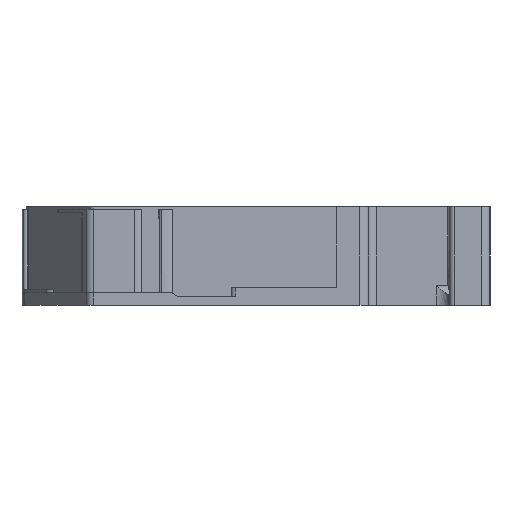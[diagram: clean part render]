
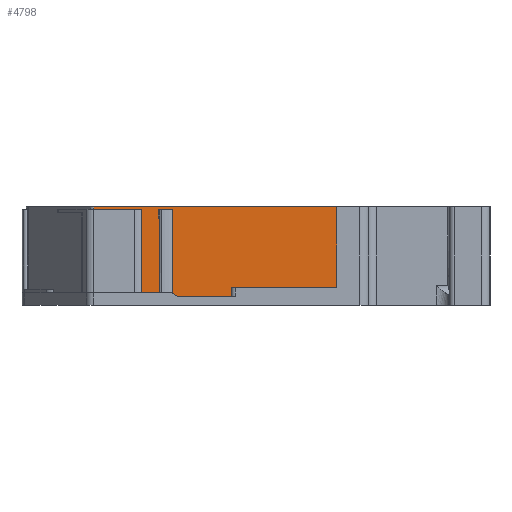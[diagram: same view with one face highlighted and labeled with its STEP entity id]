
A CAD part, left-side view. The second image highlights one B-rep face of the part: STEP entity #4798.
In plain terms, the highlighted planar face has unit normal (-1, 0, 0).
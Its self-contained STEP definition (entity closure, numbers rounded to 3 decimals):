
#41 = CARTESIAN_POINT ( 'NONE',  ( -42.7, -6.924, 4.416 ) ) ;
#81 = DIRECTION ( 'NONE',  ( 0., 0., -1. ) ) ;
#103 = DIRECTION ( 'NONE',  ( 0., 0., 1. ) ) ;
#131 = CARTESIAN_POINT ( 'NONE',  ( -42.7, 13.134, -5.297 ) ) ;
#264 = ORIENTED_EDGE ( 'NONE', *, *, #638, .F. ) ;
#291 = AXIS2_PLACEMENT_3D ( 'NONE', #3882, #6882, #2217 ) ;
#293 = EDGE_CURVE ( 'NONE', #2644, #461, #1107, .T. ) ;
#386 = VERTEX_POINT ( 'NONE', #1245 ) ;
#433 = CARTESIAN_POINT ( 'NONE',  ( -42.7, 11.086, -5.702 ) ) ;
#461 = VERTEX_POINT ( 'NONE', #4677 ) ;
#517 = VERTEX_POINT ( 'NONE', #979 ) ;
#618 = LINE ( 'NONE', #1735, #1915 ) ;
#622 = FACE_BOUND ( 'NONE', #4979, .T. ) ;
#638 = EDGE_CURVE ( 'NONE', #5125, #870, #5376, .T. ) ;
#650 = EDGE_CURVE ( 'NONE', #1934, #3172, #6289, .T. ) ;
#755 = ORIENTED_EDGE ( 'NONE', *, *, #5876, .T. ) ;
#776 = CARTESIAN_POINT ( 'NONE',  ( -42.7, -9.495, -5.297 ) ) ;
#799 = LINE ( 'NONE', #5014, #2734 ) ;
#870 = VERTEX_POINT ( 'NONE', #9390 ) ;
#879 = FACE_OUTER_BOUND ( 'NONE', #9033, .T. ) ;
#967 = DIRECTION ( 'NONE',  ( 0., -1., 0. ) ) ;
#979 = CARTESIAN_POINT ( 'NONE',  ( -42.7, 13.237, 3.103 ) ) ;
#994 = CARTESIAN_POINT ( 'NONE',  ( -42.7, 20.475, 104.431 ) ) ;
#1107 = LINE ( 'NONE', #8747, #4291 ) ;
#1219 = CARTESIAN_POINT ( 'NONE',  ( -42.7, 13.237, 104.431 ) ) ;
#1223 = CARTESIAN_POINT ( 'NONE',  ( -42.7, 15.076, -5.297 ) ) ;
#1245 = CARTESIAN_POINT ( 'NONE',  ( -42.7, 20.475, 4.416 ) ) ;
#1388 = DIRECTION ( 'NONE',  ( 0., -1., 0. ) ) ;
#1390 = CARTESIAN_POINT ( 'NONE',  ( -42.7, -9.495, 4.103 ) ) ;
#1413 = LINE ( 'NONE', #1390, #8983 ) ;
#1640 = LINE ( 'NONE', #8254, #9167 ) ;
#1661 = ORIENTED_EDGE ( 'NONE', *, *, #8302, .F. ) ;
#1727 = ORIENTED_EDGE ( 'NONE', *, *, #650, .F. ) ;
#1735 = CARTESIAN_POINT ( 'NONE',  ( -42.7, -9.495, 4.416 ) ) ;
#1802 = EDGE_CURVE ( 'NONE', #5149, #386, #618, .T. ) ;
#1915 = VECTOR ( 'NONE', #3372, 1000. ) ;
#1932 = ORIENTED_EDGE ( 'NONE', *, *, #5645, .F. ) ;
#1934 = VERTEX_POINT ( 'NONE', #9207 ) ;
#1945 = CARTESIAN_POINT ( 'NONE',  ( -42.7, 11.086, -5.702 ) ) ;
#2001 = CARTESIAN_POINT ( 'NONE',  ( -42.7, 5.015, -4.69 ) ) ;
#2117 = DIRECTION ( 'NONE',  ( 0., -1., 0. ) ) ;
#2134 = DIRECTION ( 'NONE',  ( 0., 0.866, 0.5 ) ) ;
#2215 = CARTESIAN_POINT ( 'NONE',  ( -42.7, 5.015, -5.702 ) ) ;
#2217 = DIRECTION ( 'NONE',  ( 0., -1., 0. ) ) ;
#2252 = VERTEX_POINT ( 'NONE', #2001 ) ;
#2270 = ORIENTED_EDGE ( 'NONE', *, *, #6146, .T. ) ;
#2404 = CARTESIAN_POINT ( 'NONE',  ( -42.7, 20.475, -5.297 ) ) ;
#2445 = CARTESIAN_POINT ( 'NONE',  ( -42.7, -6.924, -4.69 ) ) ;
#2617 = ORIENTED_EDGE ( 'NONE', *, *, #6908, .T. ) ;
#2644 = VERTEX_POINT ( 'NONE', #2689 ) ;
#2689 = CARTESIAN_POINT ( 'NONE',  ( -42.7, 20.475, 4.103 ) ) ;
#2734 = VECTOR ( 'NONE', #5388, 1000. ) ;
#2765 = LINE ( 'NONE', #131, #3410 ) ;
#2934 = CARTESIAN_POINT ( 'NONE',  ( -42.7, -9.495, 3.103 ) ) ;
#3172 = VERTEX_POINT ( 'NONE', #5961 ) ;
#3248 = EDGE_CURVE ( 'NONE', #461, #4871, #9022, .T. ) ;
#3305 = VECTOR ( 'NONE', #6437, 1000. ) ;
#3315 = VECTOR ( 'NONE', #2134, 1000. ) ;
#3372 = DIRECTION ( 'NONE',  ( 0., 1., 0. ) ) ;
#3401 = ORIENTED_EDGE ( 'NONE', *, *, #7768, .T. ) ;
#3410 = VECTOR ( 'NONE', #7319, 1000. ) ;
#3489 = LINE ( 'NONE', #4814, #3499 ) ;
#3499 = VECTOR ( 'NONE', #6284, 1000. ) ;
#3548 = VERTEX_POINT ( 'NONE', #2445 ) ;
#3785 = EDGE_CURVE ( 'NONE', #5125, #9277, #6826, .T. ) ;
#3811 = VERTEX_POINT ( 'NONE', #7008 ) ;
#3851 = DIRECTION ( 'NONE',  ( 0., 0., -1. ) ) ;
#3882 = CARTESIAN_POINT ( 'NONE',  ( -42.7, -9.495, 104.431 ) ) ;
#4100 = VECTOR ( 'NONE', #7744, 1000. ) ;
#4123 = ORIENTED_EDGE ( 'NONE', *, *, #4599, .F. ) ;
#4175 = VECTOR ( 'NONE', #103, 1000. ) ;
#4291 = VECTOR ( 'NONE', #967, 1000. ) ;
#4514 = VECTOR ( 'NONE', #81, 1000. ) ;
#4599 = EDGE_CURVE ( 'NONE', #8832, #4871, #5009, .T. ) ;
#4603 = CARTESIAN_POINT ( 'NONE',  ( -42.7, 13.237, 4.103 ) ) ;
#4677 = CARTESIAN_POINT ( 'NONE',  ( -42.7, 15.076, 4.103 ) ) ;
#4798 = ADVANCED_FACE ( 'NONE', ( #879, #622 ), #5615, .T. ) ;
#4814 = CARTESIAN_POINT ( 'NONE',  ( -42.7, -6.924, -5.297 ) ) ;
#4865 = LINE ( 'NONE', #8172, #8594 ) ;
#4871 = VERTEX_POINT ( 'NONE', #6189 ) ;
#4979 = EDGE_LOOP ( 'NONE', ( #1727, #8292, #5915, #3401, #6231, #755 ) ) ;
#5009 = LINE ( 'NONE', #776, #4100 ) ;
#5014 = CARTESIAN_POINT ( 'NONE',  ( -42.7, 5.015, -5.702 ) ) ;
#5052 = VERTEX_POINT ( 'NONE', #6223 ) ;
#5125 = VERTEX_POINT ( 'NONE', #433 ) ;
#5149 = VERTEX_POINT ( 'NONE', #41 ) ;
#5289 = DIRECTION ( 'NONE',  ( 0., -1., 0. ) ) ;
#5299 = LINE ( 'NONE', #2934, #8804 ) ;
#5316 = ORIENTED_EDGE ( 'NONE', *, *, #9621, .T. ) ;
#5376 = LINE ( 'NONE', #1945, #3315 ) ;
#5388 = DIRECTION ( 'NONE',  ( 0., 0., -1. ) ) ;
#5534 = CARTESIAN_POINT ( 'NONE',  ( -42.7, 11.62, -5.297 ) ) ;
#5543 = EDGE_CURVE ( 'NONE', #1934, #7552, #2765, .T. ) ;
#5615 = PLANE ( 'NONE',  #291 ) ;
#5645 = EDGE_CURVE ( 'NONE', #5149, #3548, #3489, .T. ) ;
#5876 = EDGE_CURVE ( 'NONE', #3811, #3172, #6723, .T. ) ;
#5915 = ORIENTED_EDGE ( 'NONE', *, *, #8264, .T. ) ;
#5961 = CARTESIAN_POINT ( 'NONE',  ( -42.7, 11.62, -5.297 ) ) ;
#6146 = EDGE_CURVE ( 'NONE', #5052, #870, #6288, .T. ) ;
#6189 = CARTESIAN_POINT ( 'NONE',  ( -42.7, 15.076, -5.297 ) ) ;
#6223 = CARTESIAN_POINT ( 'NONE',  ( -42.7, 20.475, -5.297 ) ) ;
#6231 = ORIENTED_EDGE ( 'NONE', *, *, #6407, .T. ) ;
#6284 = DIRECTION ( 'NONE',  ( 0., 0., -1. ) ) ;
#6288 = LINE ( 'NONE', #7548, #8916 ) ;
#6289 = LINE ( 'NONE', #6579, #6698 ) ;
#6407 = EDGE_CURVE ( 'NONE', #8470, #3811, #1413, .T. ) ;
#6437 = DIRECTION ( 'NONE',  ( 0., 0., -1. ) ) ;
#6558 = CARTESIAN_POINT ( 'NONE',  ( -42.7, 4.509, -5.702 ) ) ;
#6579 = CARTESIAN_POINT ( 'NONE',  ( -42.7, -9.495, -5.297 ) ) ;
#6698 = VECTOR ( 'NONE', #5289, 1000. ) ;
#6723 = LINE ( 'NONE', #5534, #9672 ) ;
#6826 = LINE ( 'NONE', #6558, #7820 ) ;
#6882 = DIRECTION ( 'NONE',  ( -1., 0., 0. ) ) ;
#6908 = EDGE_CURVE ( 'NONE', #2252, #3548, #1640, .T. ) ;
#7008 = CARTESIAN_POINT ( 'NONE',  ( -42.7, 11.62, 4.103 ) ) ;
#7319 = DIRECTION ( 'NONE',  ( 0., 0., 1. ) ) ;
#7528 = EDGE_CURVE ( 'NONE', #386, #2644, #8266, .T. ) ;
#7548 = CARTESIAN_POINT ( 'NONE',  ( -42.7, -4.901, -5.297 ) ) ;
#7552 = VERTEX_POINT ( 'NONE', #8116 ) ;
#7744 = DIRECTION ( 'NONE',  ( 0., -1., 0. ) ) ;
#7768 = EDGE_CURVE ( 'NONE', #517, #8470, #7948, .T. ) ;
#7820 = VECTOR ( 'NONE', #8851, 1000. ) ;
#7948 = LINE ( 'NONE', #1219, #4175 ) ;
#8116 = CARTESIAN_POINT ( 'NONE',  ( -42.7, 13.134, 3.103 ) ) ;
#8172 = CARTESIAN_POINT ( 'NONE',  ( -42.7, 20.475, 104.431 ) ) ;
#8253 = DIRECTION ( 'NONE',  ( 0., -1., 0. ) ) ;
#8254 = CARTESIAN_POINT ( 'NONE',  ( -42.7, 4.509, -4.69 ) ) ;
#8258 = DIRECTION ( 'NONE',  ( 0., 1., 0. ) ) ;
#8264 = EDGE_CURVE ( 'NONE', #7552, #517, #5299, .T. ) ;
#8266 = LINE ( 'NONE', #994, #4514 ) ;
#8292 = ORIENTED_EDGE ( 'NONE', *, *, #5543, .T. ) ;
#8302 = EDGE_CURVE ( 'NONE', #2252, #9277, #799, .T. ) ;
#8470 = VERTEX_POINT ( 'NONE', #4603 ) ;
#8594 = VECTOR ( 'NONE', #3851, 1000. ) ;
#8680 = DIRECTION ( 'NONE',  ( 0., 0., -1. ) ) ;
#8747 = CARTESIAN_POINT ( 'NONE',  ( -42.7, -9.495, 4.103 ) ) ;
#8804 = VECTOR ( 'NONE', #8258, 1000. ) ;
#8832 = VERTEX_POINT ( 'NONE', #2404 ) ;
#8851 = DIRECTION ( 'NONE',  ( 0., -1., 0. ) ) ;
#8916 = VECTOR ( 'NONE', #8253, 1000. ) ;
#8983 = VECTOR ( 'NONE', #2117, 1000. ) ;
#9022 = LINE ( 'NONE', #1223, #3305 ) ;
#9033 = EDGE_LOOP ( 'NONE', ( #4123, #5316, #2270, #264, #9133, #1661, #2617, #1932, #9247, #9170, #9248, #9671 ) ) ;
#9133 = ORIENTED_EDGE ( 'NONE', *, *, #3785, .T. ) ;
#9167 = VECTOR ( 'NONE', #1388, 1000. ) ;
#9170 = ORIENTED_EDGE ( 'NONE', *, *, #7528, .T. ) ;
#9207 = CARTESIAN_POINT ( 'NONE',  ( -42.7, 13.134, -5.297 ) ) ;
#9247 = ORIENTED_EDGE ( 'NONE', *, *, #1802, .T. ) ;
#9248 = ORIENTED_EDGE ( 'NONE', *, *, #293, .T. ) ;
#9277 = VERTEX_POINT ( 'NONE', #2215 ) ;
#9390 = CARTESIAN_POINT ( 'NONE',  ( -42.7, 11.787, -5.297 ) ) ;
#9621 = EDGE_CURVE ( 'NONE', #8832, #5052, #4865, .T. ) ;
#9671 = ORIENTED_EDGE ( 'NONE', *, *, #3248, .T. ) ;
#9672 = VECTOR ( 'NONE', #8680, 1000. ) ;
